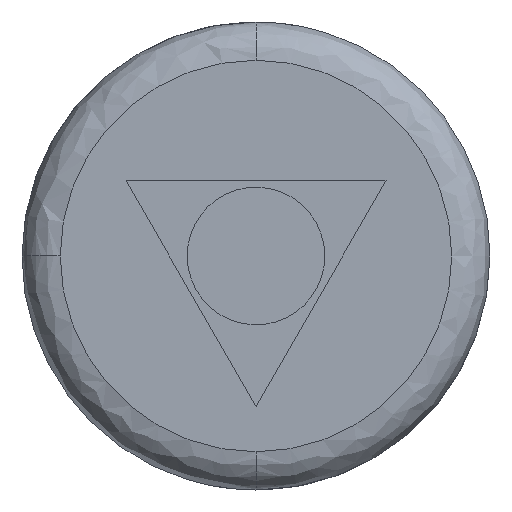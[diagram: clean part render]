
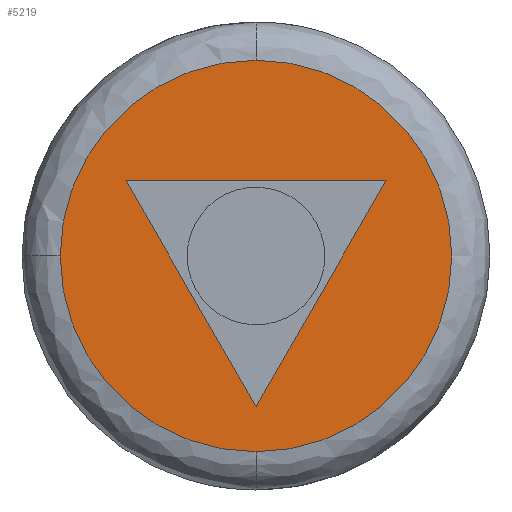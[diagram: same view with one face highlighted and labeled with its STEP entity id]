
A CAD part, front view. The second image highlights one B-rep face of the part: STEP entity #5219.
In plain terms, the highlighted planar face has unit normal (0, -1, 0).
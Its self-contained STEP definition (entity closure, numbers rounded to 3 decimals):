
#291=CARTESIAN_POINT('',(0.,-20.4,-6.4));
#292=VERTEX_POINT('',#291);
#302=CARTESIAN_POINT('',(-6.4,-20.4,0.));
#303=VERTEX_POINT('',#302);
#304=CARTESIAN_POINT('',(0.,-20.4,0.));
#305=DIRECTION('',(0.0,1.,0.0));
#306=DIRECTION('',(1.,0.0,0.));
#307=AXIS2_PLACEMENT_3D('',#304,#305,#306);
#308=CIRCLE('',#307,6.4);
#309=EDGE_CURVE('',#292,#303,#308,.T.);
#400=CARTESIAN_POINT('',(0.,-20.4,6.4));
#401=VERTEX_POINT('',#400);
#411=CARTESIAN_POINT('',(0.,-20.4,0.));
#412=DIRECTION('',(0.0,1.,0.0));
#413=DIRECTION('',(-1.,0.0,0.));
#414=AXIS2_PLACEMENT_3D('',#411,#412,#413);
#415=CIRCLE('',#414,6.4);
#416=EDGE_CURVE('',#303,#401,#415,.T.);
#5123=CARTESIAN_POINT('',(-4.25,-20.4,2.454));
#5124=VERTEX_POINT('',#5123);
#5131=CARTESIAN_POINT('',(0.,-20.4,-4.907));
#5132=VERTEX_POINT('',#5131);
#5133=CARTESIAN_POINT('',(-4.25,-20.4,2.454));
#5134=DIRECTION('',(0.5,0.0,-0.866));
#5135=VECTOR('',#5134,8.5);
#5136=LINE('',#5133,#5135);
#5137=EDGE_CURVE('',#5124,#5132,#5136,.T.);
#5155=CARTESIAN_POINT('',(4.25,-20.4,2.454));
#5156=VERTEX_POINT('',#5155);
#5157=CARTESIAN_POINT('',(0.,-20.4,-4.907));
#5158=DIRECTION('',(0.5,0.0,0.866));
#5159=VECTOR('',#5158,8.5);
#5160=LINE('',#5157,#5159);
#5161=EDGE_CURVE('',#5132,#5156,#5160,.T.);
#5179=CARTESIAN_POINT('',(4.25,-20.4,2.454));
#5180=DIRECTION('',(-1.0,0.0,0.0));
#5181=VECTOR('',#5180,8.5);
#5182=LINE('',#5179,#5181);
#5183=EDGE_CURVE('',#5156,#5124,#5182,.T.);
#5189=CARTESIAN_POINT('',(0.,-20.4,0.));
#5190=DIRECTION('',(0.0,1.0,0.0));
#5191=DIRECTION('',(0.0,0.0,1.0));
#5192=AXIS2_PLACEMENT_3D('',#5189,#5190,#5191);
#5193=PLANE('',#5192);
#5194=CARTESIAN_POINT('',(6.4,-20.4,0.));
#5195=VERTEX_POINT('',#5194);
#5196=CARTESIAN_POINT('',(0.,-20.4,0.));
#5197=DIRECTION('',(0.0,1.,0.0));
#5198=DIRECTION('',(1.,0.0,0.));
#5199=AXIS2_PLACEMENT_3D('',#5196,#5197,#5198);
#5200=CIRCLE('',#5199,6.4);
#5201=EDGE_CURVE('',#5195,#292,#5200,.T.);
#5202=ORIENTED_EDGE('',*,*,#5201,.F.);
#5203=CARTESIAN_POINT('',(0.,-20.4,0.));
#5204=DIRECTION('',(0.0,1.,0.0));
#5205=DIRECTION('',(-1.,0.0,0.));
#5206=AXIS2_PLACEMENT_3D('',#5203,#5204,#5205);
#5207=CIRCLE('',#5206,6.4);
#5208=EDGE_CURVE('',#401,#5195,#5207,.T.);
#5209=ORIENTED_EDGE('',*,*,#5208,.F.);
#5210=ORIENTED_EDGE('',*,*,#416,.F.);
#5211=ORIENTED_EDGE('',*,*,#309,.F.);
#5212=EDGE_LOOP('',(#5202,#5209,#5210,#5211));
#5213=FACE_OUTER_BOUND('',#5212,.T.);
#5214=ORIENTED_EDGE('',*,*,#5183,.F.);
#5215=ORIENTED_EDGE('',*,*,#5161,.F.);
#5216=ORIENTED_EDGE('',*,*,#5137,.F.);
#5217=EDGE_LOOP('',(#5214,#5215,#5216));
#5218=FACE_BOUND('',#5217,.T.);
#5219=ADVANCED_FACE('',(#5213,#5218),#5193,.F.);
